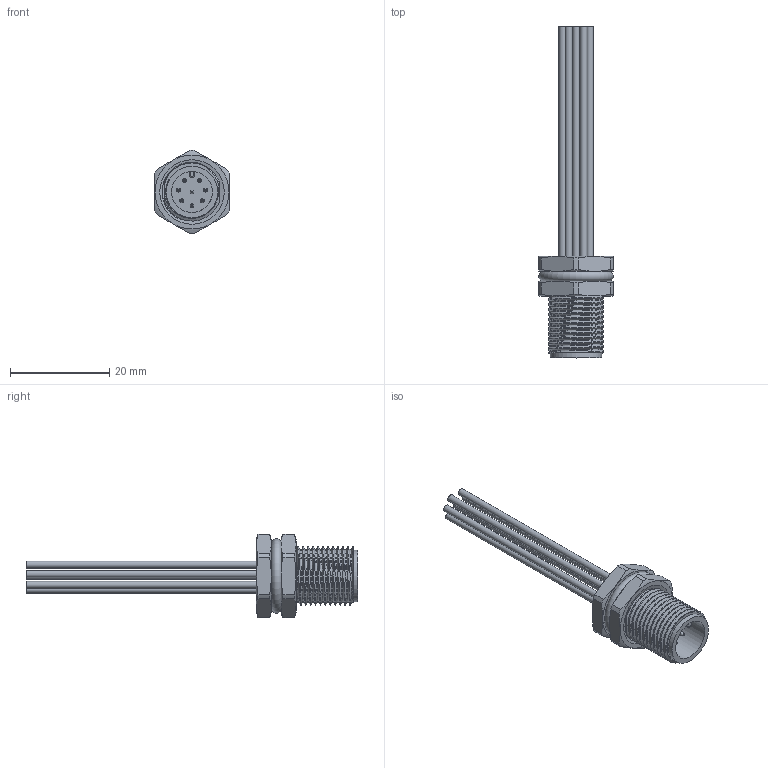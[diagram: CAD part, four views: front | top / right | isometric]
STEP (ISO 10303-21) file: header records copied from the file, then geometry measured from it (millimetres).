
FILE_DESCRIPTION(/* description */ ('Unknown'),/* implementation_level */ '2;1');
FILE_NAME(/* name */ '643452100308',/* time_stamp */ '2024-12-05T17:05:02+01:00',/* author */ ('Unknown'),/* organization */ ('Unknown'),/* preprocessor_version */ 'ST-DEVELOPER v19.4',/* originating_system */ 'Solid Edge',/* authorisation */ 'Unknown');
FILE_SCHEMA (('AUTOMOTIVE_DESIGN {1 0 10303 214 3 1 1}'));
Products named in the file (16): 6434521003xx_With Cable; 6434521003xx; 6434521003xx_Shell; 643452100608; 643452100608_Pin; 643xx01003xx_Panel O-Ring; 643xx01003xx_Panel Nut; 6434521003xx_Glue; Wire 24AWG White; Wire 24AWG Brown; Wire 24AWG Green; Wire 24AWG Yellow; Wire 24AWG Red; Wire 24AWG Grey; Wire 24AWG Pink; Wire 24AWG Blue
Assembly tree (22 placements, depth 3):
  6434521003xx_With Cable
    6434521003xx
      6434521003xx_Shell
      643452100608
      643452100608_Pin  x8
      643xx01003xx_Panel O-Ring
      643xx01003xx_Panel Nut
      6434521003xx_Glue
    Wire 24AWG White
    Wire 24AWG Brown
    Wire 24AWG Green
    Wire 24AWG Yellow
    Wire 24AWG Red
    Wire 24AWG Grey
    Wire 24AWG Pink
    Wire 24AWG Blue
Bounding box: 15 x 67 x 16.8 mm (x, y, z)
Volume: 2754.5 mm3; surface area: 6746.4 mm2
Topology: 21 solids, 21 shells, 475 faces, 1060 edges, 682 vertices
Faces by surface type: cylinder 200, plane 187, cone 52, torus 32, bspline 4
Full cylindrical faces by diameter (mm): 0.61 x8, 0.8 x24, 1.1 x8, 1.3 x24, 1.4 x24, 1.42 x8, 1.6 x8, 8.3 x1, 9.44 x2, 9.45 x1, 10.2 x8, 10.45 x1, 10.6 x3, 10.607 x3, 10.65 x16
Entity records: 42307 total; most frequent: CARTESIAN_POINT 35859, DIRECTION 1185, ORIENTED_EDGE 1060, EDGE_CURVE 530, AXIS2_PLACEMENT_3D 516, FACE_BOUND 448, EDGE_LOOP 446, VERTEX_POINT 404
